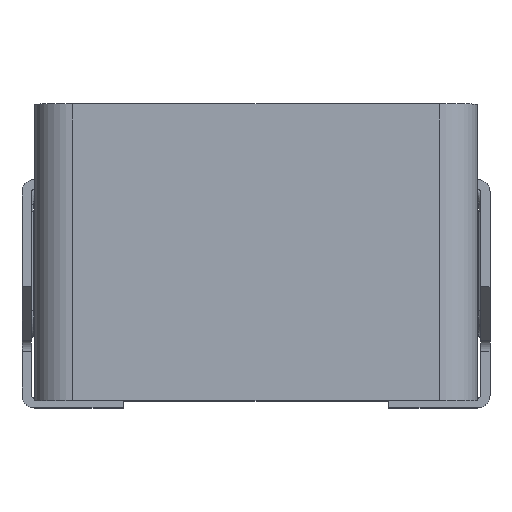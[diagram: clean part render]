
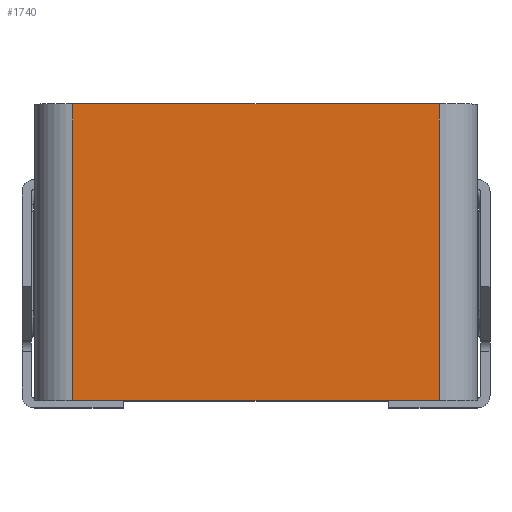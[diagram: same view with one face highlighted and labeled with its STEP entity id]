
A CAD part, top view. The second image highlights one B-rep face of the part: STEP entity #1740.
In plain terms, the highlighted planar face has unit normal (0, 0, 1).
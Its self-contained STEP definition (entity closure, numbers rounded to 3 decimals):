
#26 = CARTESIAN_POINT ( 'NONE',  ( 2.9, -3.5, 3.5 ) ) ;
#475 = EDGE_LOOP ( 'NONE', ( #5744, #524, #3389, #3884 ) ) ;
#524 = ORIENTED_EDGE ( 'NONE', *, *, #2706, .F. ) ;
#537 = VECTOR ( 'NONE', #7185, 1000. ) ;
#754 = LINE ( 'NONE', #2708, #537 ) ;
#833 = DIRECTION ( 'NONE',  ( 1., 0., 0. ) ) ;
#907 = CARTESIAN_POINT ( 'NONE',  ( -2.9, 1.19, 3.5 ) ) ;
#1663 = VERTEX_POINT ( 'NONE', #3197 ) ;
#1740 = ADVANCED_FACE ( 'NONE', ( #7831 ), #6553, .T. ) ;
#1763 = VECTOR ( 'NONE', #6172, 1000. ) ;
#2467 = VECTOR ( 'NONE', #8306, 1000. ) ;
#2479 = DIRECTION ( 'NONE',  ( 1., 0., 0. ) ) ;
#2706 = EDGE_CURVE ( 'NONE', #6395, #1663, #754, .T. ) ;
#2708 = CARTESIAN_POINT ( 'NONE',  ( 2.9, 1.19, 3.5 ) ) ;
#3197 = CARTESIAN_POINT ( 'NONE',  ( 2.9, 1.19, 3.5 ) ) ;
#3389 = ORIENTED_EDGE ( 'NONE', *, *, #3691, .F. ) ;
#3397 = VERTEX_POINT ( 'NONE', #5969 ) ;
#3691 = EDGE_CURVE ( 'NONE', #3397, #6395, #8172, .T. ) ;
#3884 = ORIENTED_EDGE ( 'NONE', *, *, #7433, .T. ) ;
#4415 = CARTESIAN_POINT ( 'NONE',  ( 2.9, -3.5, 3.5 ) ) ;
#4575 = CARTESIAN_POINT ( 'NONE',  ( 2.9, -3.5, 3.5 ) ) ;
#4628 = CARTESIAN_POINT ( 'NONE',  ( 2.9, -3.5, 3.5 ) ) ;
#4690 = DIRECTION ( 'NONE',  ( 0., 0., 1. ) ) ;
#4896 = VERTEX_POINT ( 'NONE', #26 ) ;
#4958 = CARTESIAN_POINT ( 'NONE',  ( -2.9, -3.5, 3.5 ) ) ;
#5637 = LINE ( 'NONE', #4415, #8303 ) ;
#5705 = AXIS2_PLACEMENT_3D ( 'NONE', #4628, #4690, #833 ) ;
#5744 = ORIENTED_EDGE ( 'NONE', *, *, #5830, .T. ) ;
#5830 = EDGE_CURVE ( 'NONE', #4896, #1663, #7390, .T. ) ;
#5969 = CARTESIAN_POINT ( 'NONE',  ( -2.9, -3.5, 3.5 ) ) ;
#6172 = DIRECTION ( 'NONE',  ( 0., 1., 0. ) ) ;
#6395 = VERTEX_POINT ( 'NONE', #907 ) ;
#6553 = PLANE ( 'NONE',  #5705 ) ;
#7185 = DIRECTION ( 'NONE',  ( 1., 0., 0. ) ) ;
#7390 = LINE ( 'NONE', #4575, #2467 ) ;
#7433 = EDGE_CURVE ( 'NONE', #3397, #4896, #5637, .T. ) ;
#7831 = FACE_OUTER_BOUND ( 'NONE', #475, .T. ) ;
#8172 = LINE ( 'NONE', #4958, #1763 ) ;
#8303 = VECTOR ( 'NONE', #2479, 1000. ) ;
#8306 = DIRECTION ( 'NONE',  ( 0., 1., 0. ) ) ;
